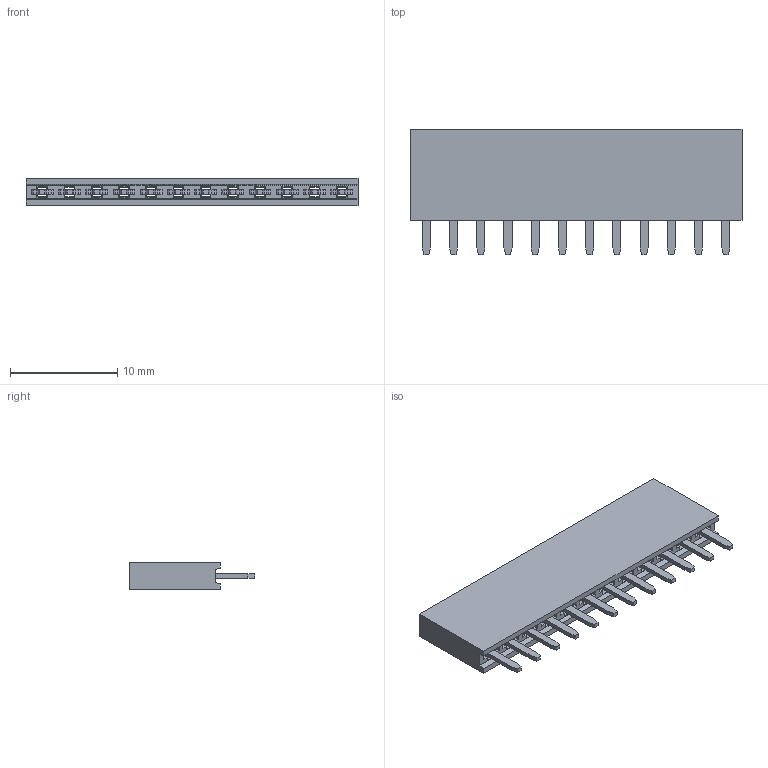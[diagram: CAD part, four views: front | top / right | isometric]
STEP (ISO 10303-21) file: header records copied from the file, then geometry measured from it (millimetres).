
FILE_DESCRIPTION(/* description */ ('STEP AP203'),/* implementation_level */ '2;1');
FILE_NAME(/* name */ 'C121LFBN-RC.stp',/* time_stamp */ '2023-10-22T10:43:20-04:00',/* author */ ('madis'),/* organization */ ('SULLINS'),/* preprocessor_version */ 'ST-DEVELOPER v19.2',/* originating_system */ 'Autodesk Inventor 2024',/* authorisation */ '');
FILE_SCHEMA (('AUTOMOTIVE_DESIGN { 1 0 10303 214 3 1 1 }'));
Length unit declared in the file: inch
Products named in the file (1): _ _ _C121LFBN-RC
Bounding box: 30.98 x 11.7 x 2.54 mm (x, y, z)
Volume: 555.3 mm3; surface area: 1740.8 mm2
Topology: 13 solids, 13 shells, 598 faces, 1680 edges, 1120 vertices
Faces by surface type: plane 466, cylinder 132
Entity records: 19825 total; most frequent: CARTESIAN_POINT 3399, ORIENTED_EDGE 3360, DIRECTION 3142, EDGE_CURVE 1680, LINE 1416, VECTOR 1416, VERTEX_POINT 1120, AXIS2_PLACEMENT_3D 863
